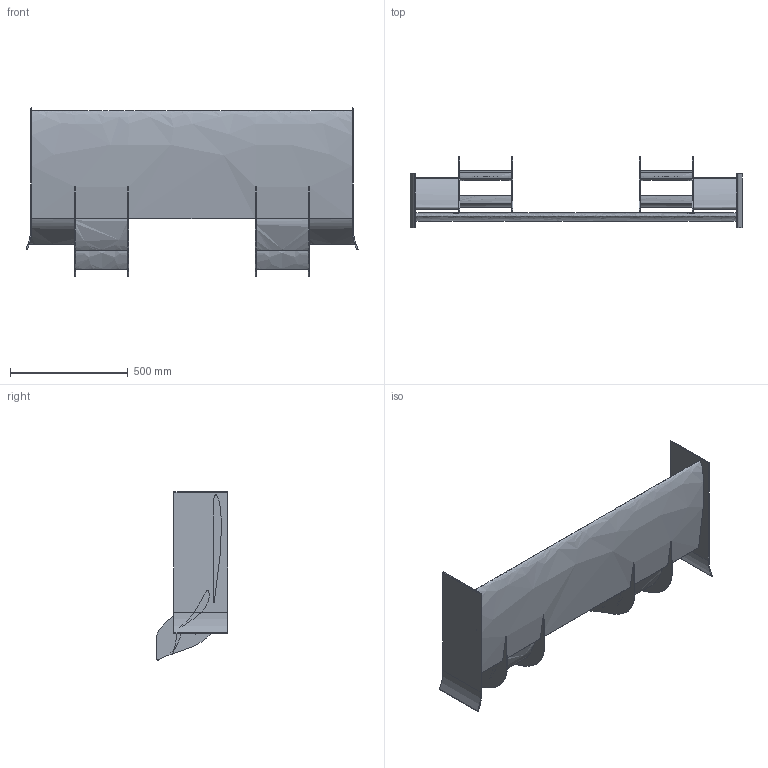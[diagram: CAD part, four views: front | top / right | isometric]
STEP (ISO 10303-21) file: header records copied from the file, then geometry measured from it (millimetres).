
FILE_DESCRIPTION (( 'STEP AP214' ), '1' );
FILE_NAME ('NFR21_Front_Wing.STEP', '2024-09-04T06:05:01', ( '' ), ( '' ), 'SwSTEP 2.0', 'SolidWorks 2024', '' );
FILE_SCHEMA (( 'AUTOMOTIVE_DESIGN' ));
Length unit declared in the file: inch
Products named in the file (1): NFR21_Front_Wing
Bounding box: 1408.47 x 303.69 x 713.24 mm (x, y, z)
Volume: 15955244.9 mm3; surface area: 2663471.3 mm2
Topology: 1 solids, 1 shells, 80 faces, 236 edges, 158 vertices
Faces by surface type: plane 41, cylinder 20, bspline 19
Entity records: 4877 total; most frequent: CARTESIAN_POINT 2840, ORIENTED_EDGE 472, DIRECTION 334, EDGE_CURVE 236, VERTEX_POINT 158, LINE 130, VECTOR 130, AXIS2_PLACEMENT_3D 102
